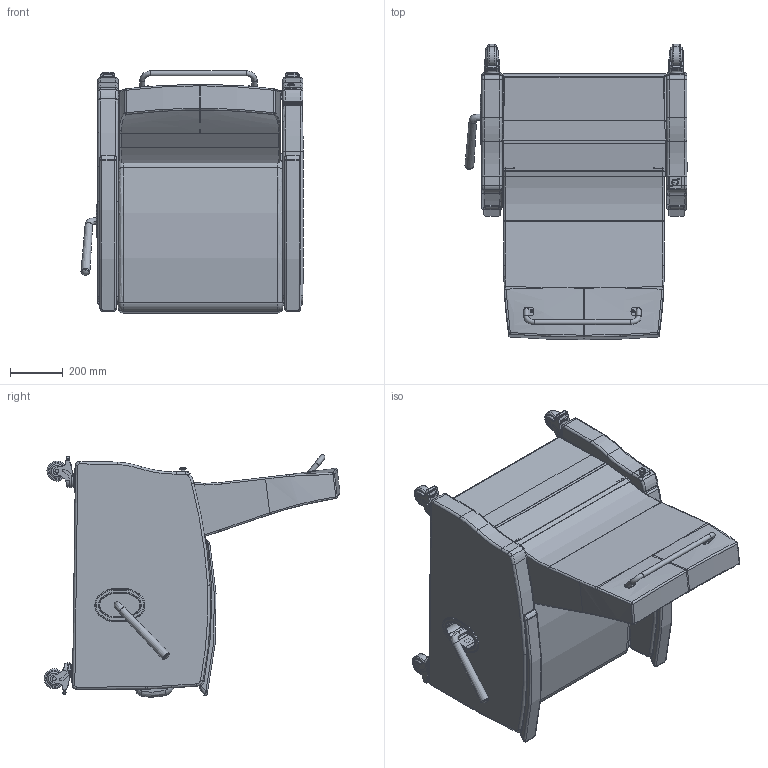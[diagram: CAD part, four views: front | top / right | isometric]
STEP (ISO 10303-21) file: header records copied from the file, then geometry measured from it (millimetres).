
FILE_DESCRIPTION(/* description */ (''),/* implementation_level */ '2;1');
FILE_NAME(/* name */ 'E1167W.stp',/* time_stamp */ '2017-09-14T11:30:43-04:00',/* author */ ('emehringer'),/* organization */ (''),/* preprocessor_version */ 'ST-DEVELOPER v16.5',/* originating_system */ 'Autodesk Inventor 2017',/* authorisation */ '');
FILE_SCHEMA (('AUTOMOTIVE_DESIGN { 1 0 10303 214 3 1 1 }'));
Products named in the file (38): E1167U-W-J (SYMBOL); 4000 UKP; 4000 USEAT; 4000 UKO; BEZEL-1; HDL 3000 BLK; HDL 3000 BLKPLASTIC; HDL 3000 BLK METAL; E1010-1 ACARM L; E1067-1 LARM R; FD400-2 R; EV7070 UBACK; EV7070 UBACK FLAP; PB3; PUSH BAR 17.625; PUSH BAR 17.625_1; PUSH BAR 17.625 right side; 1420X1.5 PSHPB; MAC R1010; MAC R1010_1; MAC R1010 (metal); CAST COL 4inSLB; _NG-03AMP-125-TL-TP01_fork; _TP01_Next Generation Series_0; _NG-03QDP-125-SW-TP01_rivet; _NG-03AMP-125-TL-TP01_wheel_core; _NG-03AMP-125-TL-TP01_wheel_tread; _NG-03AMP-125-TL-TP01_wheel_guard; _NG-03AMP-125-TL-TP01_wheel_tguard; _NG-03AMP-125-TL-TP01_cap; Knob and spring; PLT 1060 LO M; HINGE 22 NEW (closed); HINGE 22 NEW; HINGE 22 NEW PIN; 6X1 FP DT Z; 7000-2 CON PLT; CABLE LEVER
Assembly tree (45 placements, depth 4):
  E1167U-W-J (SYMBOL)
    4000 UKP
    4000 USEAT
    4000 UKO
    BEZEL-1
    HDL 3000 BLK
      HDL 3000 BLKPLASTIC
      HDL 3000 BLK METAL
    E1010-1 ACARM L
    E1067-1 LARM R
    FD400-2 R
    EV7070 UBACK
    EV7070 UBACK FLAP
    PB3
      PUSH BAR 17.625
        PUSH BAR 17.625_1
        PUSH BAR 17.625 right side
      1420X1.5 PSHPB  x2
    MAC R1010  x2
      MAC R1010_1
      MAC R1010 (metal)
    CAST COL 4inSLB  x4
      _NG-03AMP-125-TL-TP01_fork
      _TP01_Next Generation Series_0
      _NG-03QDP-125-SW-TP01_rivet
      _NG-03AMP-125-TL-TP01_wheel_core
      _NG-03AMP-125-TL-TP01_wheel_tread
      _NG-03AMP-125-TL-TP01_wheel_guard
      _NG-03AMP-125-TL-TP01_wheel_tguard
      _NG-03AMP-125-TL-TP01_cap
    Knob and spring
    PLT 1060 LO M
    HINGE 22 NEW (closed)
      HINGE 22 NEW  x2
      HINGE 22 NEW PIN
    6X1 FP DT Z  x2
    7000-2 CON PLT
    CABLE LEVER
Bounding box: 842.76 x 1122.32 x 919.47 mm (x, y, z)
Volume: 188365504.6 mm3; surface area: 6706226.8 mm2
Topology: 64 solids, 179 shells, 2160 faces, 5645 edges, 3710 vertices
Faces by surface type: cylinder 876, plane 804, torus 232, bspline 119, cone 86, sphere 43
Full cylindrical faces by diameter (mm): 2.794 x1, 3.505 x2, 3.969 x8, 5.953 x1, 6.198 x2, 6.35 x2, 7.938 x2, 9.525 x2, 11.112 x8, 11.989 x4, 12.497 x2, 12.7 x1, 14.877 x4, 15.062 x4, 15.24 x8, 19.05 x3, 19.075 x5, 23.812 x1, 25.4 x4, 30.162 x1, 38.049 x4, 44.298 x4, 52.273 x4, 55.372 x8, 57.15 x8, 76.2 x4
Entity records: 67097 total; most frequent: CARTESIAN_POINT 33216, DIRECTION 6968, ORIENTED_EDGE 6340, EDGE_CURVE 3436, AXIS2_PLACEMENT_3D 2701, VERTEX_POINT 2345, LINE 1566, VECTOR 1566
